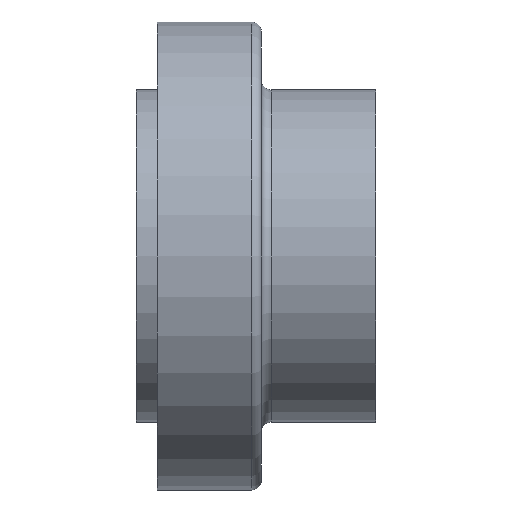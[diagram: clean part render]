
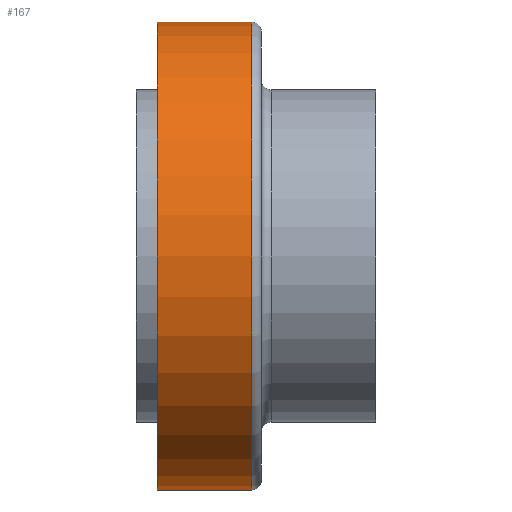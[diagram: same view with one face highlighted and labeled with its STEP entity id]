
A CAD part, front view. The second image highlights one B-rep face of the part: STEP entity #167.
In plain terms, the highlighted cylindrical face has radius 112.5 mm (diameter 225 mm), a full revolution.
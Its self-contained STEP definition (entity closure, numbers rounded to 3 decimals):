
#26=CYLINDRICAL_SURFACE('',#202,112.5);
#43=ORIENTED_EDGE('',*,*,#65,.T.);
#44=ORIENTED_EDGE('',*,*,#64,.F.);
#64=EDGE_CURVE('',#78,#78,#92,.T.);
#65=EDGE_CURVE('',#79,#79,#93,.T.);
#78=VERTEX_POINT('',#296);
#79=VERTEX_POINT('',#299);
#92=CIRCLE('',#201,112.5);
#93=CIRCLE('',#203,112.5);
#113=EDGE_LOOP('',(#43));
#114=EDGE_LOOP('',(#44));
#141=FACE_BOUND('',#113,.T.);
#142=FACE_BOUND('',#114,.T.);
#167=ADVANCED_FACE('',(#141,#142),#26,.T.);
#201=AXIS2_PLACEMENT_3D('',#295,#245,#246);
#202=AXIS2_PLACEMENT_3D('',#297,#247,#248);
#203=AXIS2_PLACEMENT_3D('',#298,#249,#250);
#245=DIRECTION('',(1.,0.,0.));
#246=DIRECTION('',(0.,0.,-1.));
#247=DIRECTION('',(1.,0.,0.));
#248=DIRECTION('',(0.,0.,-1.));
#249=DIRECTION('',(1.,0.,0.));
#250=DIRECTION('',(0.,0.,-1.));
#295=CARTESIAN_POINT('',(55.5,0.,0.));
#296=CARTESIAN_POINT('',(55.5,0.,-112.5));
#297=CARTESIAN_POINT('',(115.,0.,0.));
#298=CARTESIAN_POINT('',(10.,0.,0.));
#299=CARTESIAN_POINT('',(10.,0.,-112.5));
